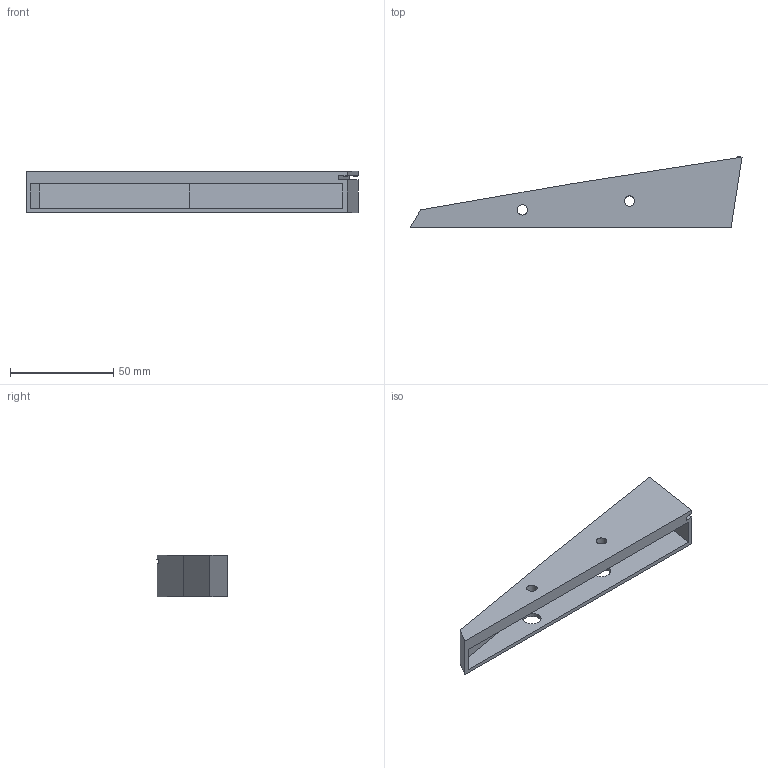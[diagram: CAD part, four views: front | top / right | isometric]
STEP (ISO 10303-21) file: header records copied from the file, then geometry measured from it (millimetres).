
FILE_DESCRIPTION(('STEP AP242'), '1');
FILE_NAME('Holder', '', ('UNSPECIFIED'), ('UNSPECIFIED'), 'C3D Converter', 'C3D Toolkit', '');
FILE_SCHEMA(('AP242_MANAGED_MODEL_BASED_3D_ENGINEERING_MIM_LF { 1 0 10303 442 1 1 4 }'));
Length unit declared in the file: millimetre
Bounding box: 160.91 x 34.38 x 19.95 mm (x, y, z)
Volume: 30289.6 mm3; surface area: 20257.8 mm2
Topology: 1 solids, 1 shells, 28 faces, 70 edges, 45 vertices
Faces by surface type: plane 20, cylinder 6, cone 2
Full cylindrical faces by diameter (mm): 5 x2, 9 x2
Entity records: 1094 total; most frequent: CARTESIAN_POINT 146, DIRECTION 136, ORIENTED_EDGE 128, EDGE_CURVE 64, VERTEX_POINT 53, LINE 50, VECTOR 50, AXIS2_PLACEMENT_3D 43
